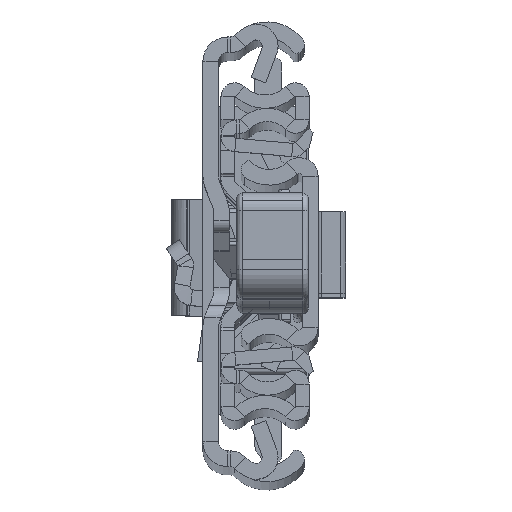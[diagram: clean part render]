
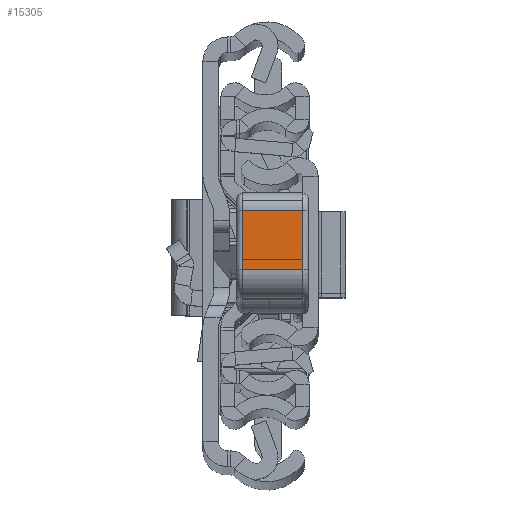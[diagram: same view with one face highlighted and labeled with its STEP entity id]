
A CAD part, top view. The second image highlights one B-rep face of the part: STEP entity #15305.
In plain terms, the highlighted face is planar.
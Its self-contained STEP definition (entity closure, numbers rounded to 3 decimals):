
#934 = CARTESIAN_POINT ( 'NONE',  ( 39.818, -2.465, 0. ) ) ;
#5397 = VECTOR ( 'NONE', #27161, 1000. ) ;
#6261 = CARTESIAN_POINT ( 'NONE',  ( 39.55, -12.274, -10. ) ) ;
#6425 = VERTEX_POINT ( 'NONE', #29550 ) ;
#8506 = PLANE ( 'NONE',  #10896 ) ;
#9576 = DIRECTION ( 'NONE',  ( 0., 0., -1. ) ) ;
#9798 = VECTOR ( 'NONE', #9576, 1000. ) ;
#10670 = VECTOR ( 'NONE', #31245, 1000. ) ;
#10702 = EDGE_CURVE ( 'NONE', #30126, #30975, #37656, .T. ) ;
#10896 = AXIS2_PLACEMENT_3D ( 'NONE', #34812, #22341, #34230 ) ;
#11576 = CARTESIAN_POINT ( 'NONE',  ( 39.55, -12.274, 0. ) ) ;
#12093 = LINE ( 'NONE', #35512, #9798 ) ;
#12339 = ORIENTED_EDGE ( 'NONE', *, *, #28216, .F. ) ;
#12822 = EDGE_LOOP ( 'NONE', ( #26156, #12339, #22040, #29115 ) ) ;
#13803 = CARTESIAN_POINT ( 'NONE',  ( 39.55, -12.274, -10. ) ) ;
#14847 = VERTEX_POINT ( 'NONE', #13803 ) ;
#14996 = DIRECTION ( 'NONE',  ( 0., 0., 1. ) ) ;
#15161 = LINE ( 'NONE', #23620, #15939 ) ;
#15305 = ADVANCED_FACE ( 'NONE', ( #25792 ), #8506, .F. ) ;
#15939 = VECTOR ( 'NONE', #14996, 1000. ) ;
#17680 = EDGE_CURVE ( 'NONE', #14847, #30126, #15161, .T. ) ;
#22040 = ORIENTED_EDGE ( 'NONE', *, *, #35885, .F. ) ;
#22341 = DIRECTION ( 'NONE',  ( -1., 0.027, 0. ) ) ;
#23620 = CARTESIAN_POINT ( 'NONE',  ( 39.55, -12.274, -11. ) ) ;
#25792 = FACE_OUTER_BOUND ( 'NONE', #12822, .T. ) ;
#26156 = ORIENTED_EDGE ( 'NONE', *, *, #17680, .F. ) ;
#27161 = DIRECTION ( 'NONE',  ( -0.027, -1., 0. ) ) ;
#28216 = EDGE_CURVE ( 'NONE', #6425, #14847, #33127, .T. ) ;
#29115 = ORIENTED_EDGE ( 'NONE', *, *, #10702, .F. ) ;
#29550 = CARTESIAN_POINT ( 'NONE',  ( 39.818, -2.465, -10. ) ) ;
#30126 = VERTEX_POINT ( 'NONE', #11576 ) ;
#30975 = VERTEX_POINT ( 'NONE', #934 ) ;
#31245 = DIRECTION ( 'NONE',  ( 0.027, 1., 0. ) ) ;
#33127 = LINE ( 'NONE', #6261, #5397 ) ;
#34230 = DIRECTION ( 'NONE',  ( -0.027, -1., 0. ) ) ;
#34812 = CARTESIAN_POINT ( 'NONE',  ( 39.55, -12.274, -11. ) ) ;
#35512 = CARTESIAN_POINT ( 'NONE',  ( 39.818, -2.465, -11. ) ) ;
#35885 = EDGE_CURVE ( 'NONE', #30975, #6425, #12093, .T. ) ;
#37070 = CARTESIAN_POINT ( 'NONE',  ( 39.55, -12.274, 0. ) ) ;
#37656 = LINE ( 'NONE', #37070, #10670 ) ;
